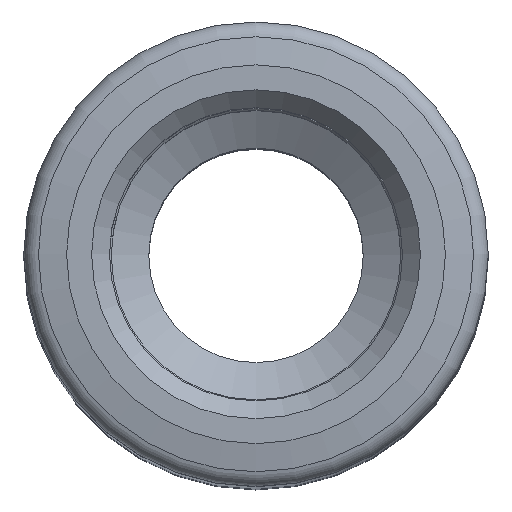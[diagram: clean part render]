
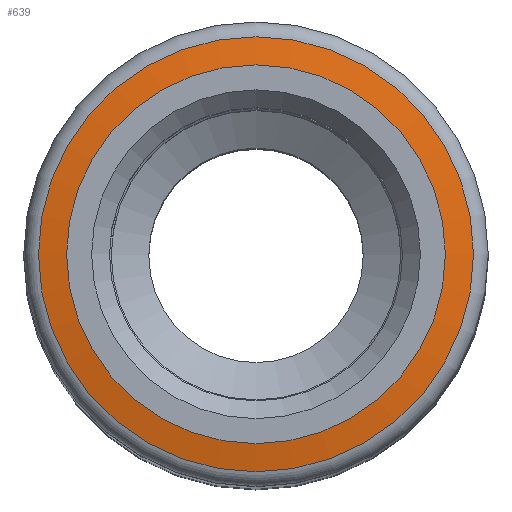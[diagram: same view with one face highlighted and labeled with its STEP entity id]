
A CAD part, top view. The second image highlights one B-rep face of the part: STEP entity #639.
In plain terms, the highlighted conical face has half-angle 80 degrees and reference radius 6.087 mm.
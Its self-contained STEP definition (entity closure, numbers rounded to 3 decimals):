
#42=CONICAL_SURFACE('',#714,6.087,80.);
#67=FACE_BOUND('',#198,.T.);
#128=FACE_OUTER_BOUND('',#197,.T.);
#197=EDGE_LOOP('',(#502));
#198=EDGE_LOOP('',(#503));
#311=CIRCLE('',#713,5.3);
#312=CIRCLE('',#715,6.087);
#372=VERTEX_POINT('',#1090);
#373=VERTEX_POINT('',#1093);
#433=EDGE_CURVE('',#372,#372,#311,.T.);
#434=EDGE_CURVE('',#373,#373,#312,.T.);
#502=ORIENTED_EDGE('',*,*,#434,.T.);
#503=ORIENTED_EDGE('',*,*,#433,.F.);
#639=ADVANCED_FACE('',(#128,#67),#42,.T.);
#713=AXIS2_PLACEMENT_3D('',#1091,#853,#854);
#714=AXIS2_PLACEMENT_3D('',#1092,#855,#856);
#715=AXIS2_PLACEMENT_3D('',#1094,#857,#858);
#853=DIRECTION('center_axis',(0.,0.,1.));
#854=DIRECTION('ref_axis',(1.,0.,0.));
#855=DIRECTION('center_axis',(0.,0.,-1.));
#856=DIRECTION('ref_axis',(1.,0.,0.));
#857=DIRECTION('center_axis',(0.,0.,1.));
#858=DIRECTION('ref_axis',(1.,0.,0.));
#1090=CARTESIAN_POINT('',(29.519,10.715,65.881));
#1091=CARTESIAN_POINT('Origin',(24.219,10.715,65.881));
#1092=CARTESIAN_POINT('Origin',(24.219,10.715,65.742));
#1093=CARTESIAN_POINT('',(30.305,10.715,65.742));
#1094=CARTESIAN_POINT('Origin',(24.219,10.715,65.742));
